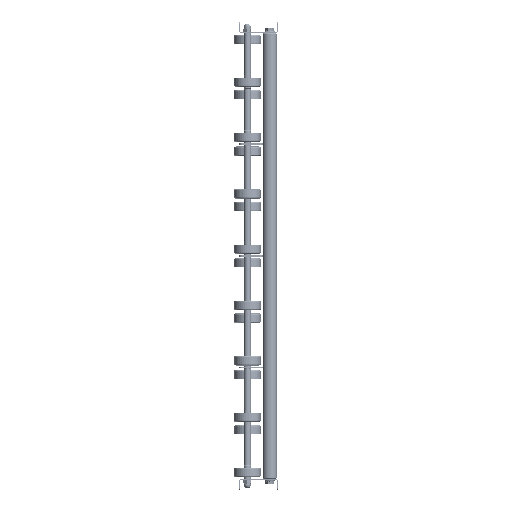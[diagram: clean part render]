
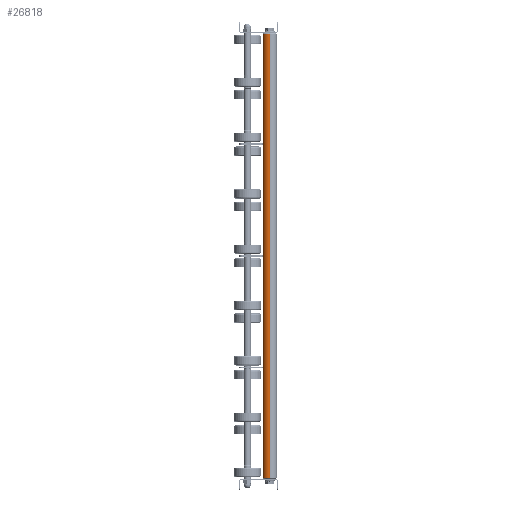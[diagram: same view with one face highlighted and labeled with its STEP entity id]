
A CAD part, left-side view. The second image highlights one B-rep face of the part: STEP entity #26818.
In plain terms, the highlighted cylindrical face has radius 12.5 mm (diameter 25 mm), a partial arc.
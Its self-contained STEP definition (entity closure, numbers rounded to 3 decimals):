
#363 = VECTOR ( 'NONE', #21746, 1000. ) ;
#751 = ORIENTED_EDGE ( 'NONE', *, *, #1355, .T. ) ;
#848 = EDGE_CURVE ( 'NONE', #18147, #12006, #14864, .T. ) ;
#1109 = DIRECTION ( 'NONE',  ( -1., 0., 0. ) ) ;
#1355 = EDGE_CURVE ( 'NONE', #26995, #3970, #18386, .T. ) ;
#2715 = CARTESIAN_POINT ( 'NONE',  ( 1., 0., -12.5 ) ) ;
#2852 = VECTOR ( 'NONE', #8379, 1000. ) ;
#3970 = VERTEX_POINT ( 'NONE', #19244 ) ;
#4465 = AXIS2_PLACEMENT_3D ( 'NONE', #12903, #1109, #20081 ) ;
#5448 = ORIENTED_EDGE ( 'NONE', *, *, #28627, .T. ) ;
#7716 = EDGE_LOOP ( 'NONE', ( #22231, #5448, #751, #29175 ) ) ;
#8379 = DIRECTION ( 'NONE',  ( -1., 0., 0. ) ) ;
#8774 = CYLINDRICAL_SURFACE ( 'NONE', #30521, 12.5 ) ;
#9551 = EDGE_CURVE ( 'NONE', #18147, #3970, #9917, .T. ) ;
#9917 = LINE ( 'NONE', #21906, #363 ) ;
#11568 = DIRECTION ( 'NONE',  ( 1., 0., 0. ) ) ;
#11922 = AXIS2_PLACEMENT_3D ( 'NONE', #30396, #11568, #22685 ) ;
#12006 = VERTEX_POINT ( 'NONE', #14961 ) ;
#12903 = CARTESIAN_POINT ( 'NONE',  ( 799., 0., 0. ) ) ;
#14183 = CARTESIAN_POINT ( 'NONE',  ( 799., 0., 12.5 ) ) ;
#14864 = CIRCLE ( 'NONE', #4465, 12.5 ) ;
#14961 = CARTESIAN_POINT ( 'NONE',  ( 799., 0., -12.5 ) ) ;
#15525 = LINE ( 'NONE', #27649, #2852 ) ;
#15920 = CARTESIAN_POINT ( 'NONE',  ( 800., 0., 0. ) ) ;
#18147 = VERTEX_POINT ( 'NONE', #14183 ) ;
#18386 = CIRCLE ( 'NONE', #11922, 12.5 ) ;
#19244 = CARTESIAN_POINT ( 'NONE',  ( 1., 0., 12.5 ) ) ;
#20081 = DIRECTION ( 'NONE',  ( 0., 0., -1. ) ) ;
#21746 = DIRECTION ( 'NONE',  ( -1., 0., 0. ) ) ;
#21906 = CARTESIAN_POINT ( 'NONE',  ( 800., 0., 12.5 ) ) ;
#22231 = ORIENTED_EDGE ( 'NONE', *, *, #848, .T. ) ;
#22685 = DIRECTION ( 'NONE',  ( 0., 0., -1. ) ) ;
#25420 = DIRECTION ( 'NONE',  ( -1., 0., 0. ) ) ;
#26818 = ADVANCED_FACE ( 'NONE', ( #30084 ), #8774, .T. ) ;
#26995 = VERTEX_POINT ( 'NONE', #2715 ) ;
#27649 = CARTESIAN_POINT ( 'NONE',  ( 800., 0., -12.5 ) ) ;
#28627 = EDGE_CURVE ( 'NONE', #12006, #26995, #15525, .T. ) ;
#29175 = ORIENTED_EDGE ( 'NONE', *, *, #9551, .F. ) ;
#29454 = DIRECTION ( 'NONE',  ( 0., 0., 1. ) ) ;
#30084 = FACE_OUTER_BOUND ( 'NONE', #7716, .T. ) ;
#30396 = CARTESIAN_POINT ( 'NONE',  ( 1., 0., 0. ) ) ;
#30521 = AXIS2_PLACEMENT_3D ( 'NONE', #15920, #25420, #29454 ) ;
